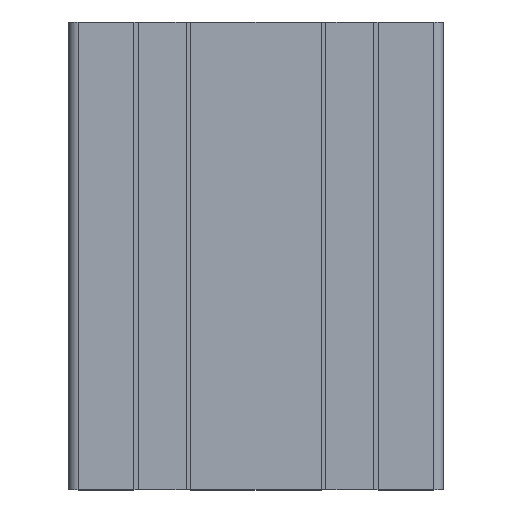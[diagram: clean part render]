
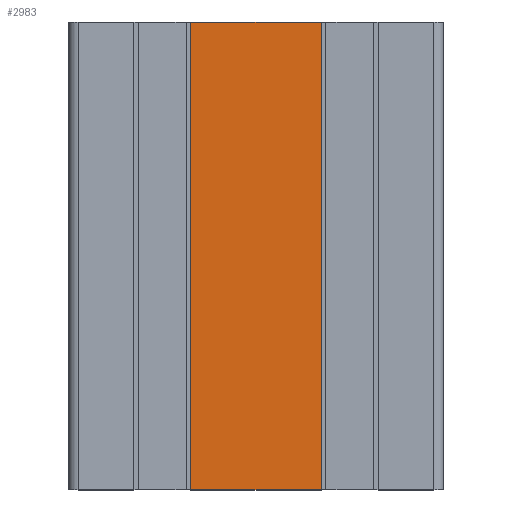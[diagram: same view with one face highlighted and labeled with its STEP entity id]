
A CAD part, top view. The second image highlights one B-rep face of the part: STEP entity #2983.
In plain terms, the highlighted planar face has unit normal (0, 0, 1).
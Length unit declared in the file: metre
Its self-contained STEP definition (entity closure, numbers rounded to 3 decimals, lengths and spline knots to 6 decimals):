
#303=FACE_OUTER_BOUND('',#451,.T.);
#451=EDGE_LOOP('',(#2365,#2366,#2367,#2368));
#771=LINE('',#4839,#1105);
#772=LINE('',#4842,#1106);
#773=LINE('',#4844,#1107);
#774=LINE('',#4845,#1108);
#1105=VECTOR('',#3958,0.1);
#1106=VECTOR('',#3961,0.0278);
#1107=VECTOR('',#3962,0.0278);
#1108=VECTOR('',#3963,0.1);
#1399=VERTEX_POINT('',#4835);
#1400=VERTEX_POINT('',#4837);
#1401=VERTEX_POINT('',#4841);
#1402=VERTEX_POINT('',#4843);
#1809=EDGE_CURVE('',#1400,#1399,#771,.T.);
#1810=EDGE_CURVE('',#1401,#1399,#772,.T.);
#1811=EDGE_CURVE('',#1402,#1400,#773,.T.);
#1812=EDGE_CURVE('',#1402,#1401,#774,.T.);
#2365=ORIENTED_EDGE('',*,*,#1810,.T.);
#2366=ORIENTED_EDGE('',*,*,#1809,.F.);
#2367=ORIENTED_EDGE('',*,*,#1811,.F.);
#2368=ORIENTED_EDGE('',*,*,#1812,.T.);
#2848=PLANE('',#3232);
#2983=ADVANCED_FACE('',(#303),#2848,.F.);
#3232=AXIS2_PLACEMENT_3D('',#4840,#3959,#3960);
#3958=DIRECTION('',(0.,-1.,0.));
#3959=DIRECTION('center_axis',(0.,0.,-1.));
#3960=DIRECTION('ref_axis',(-1.,0.,0.));
#3961=DIRECTION('',(1.,0.,0.));
#3962=DIRECTION('',(1.,0.,0.));
#3963=DIRECTION('',(0.,-1.,0.));
#4835=CARTESIAN_POINT('',(0.093658,-0.075874,0.022586));
#4837=CARTESIAN_POINT('',(0.093658,0.024126,0.022586));
#4839=CARTESIAN_POINT('',(0.093658,0.024126,0.022586));
#4840=CARTESIAN_POINT('Origin',(0.093658,0.924126,0.022586));
#4841=CARTESIAN_POINT('',(0.065858,-0.075874,0.022586));
#4842=CARTESIAN_POINT('',(0.065858,-0.075874,0.022586));
#4843=CARTESIAN_POINT('',(0.065858,0.024126,0.022586));
#4844=CARTESIAN_POINT('',(0.065858,0.024126,0.022586));
#4845=CARTESIAN_POINT('',(0.065858,0.024126,0.022586));
